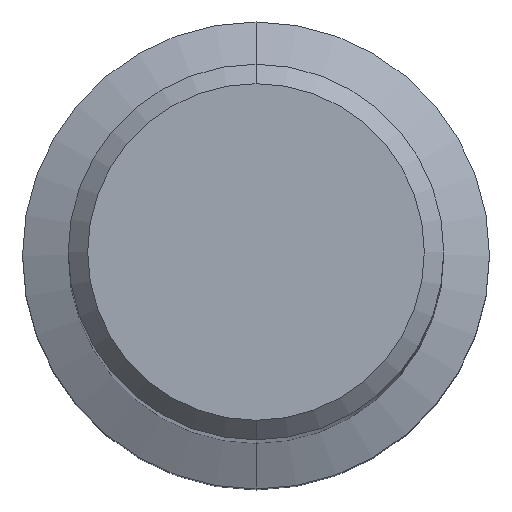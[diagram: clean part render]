
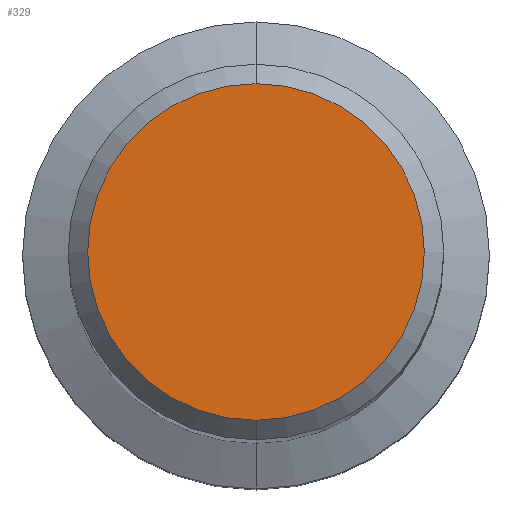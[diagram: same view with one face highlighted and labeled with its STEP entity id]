
A CAD part, top view. The second image highlights one B-rep face of the part: STEP entity #329.
In plain terms, the highlighted planar face has unit normal (0, 0, 1).
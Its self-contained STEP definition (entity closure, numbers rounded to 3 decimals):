
#249=EDGE_CURVE('',#351,#431,#609,.T.);
#271=EDGE_CURVE('',#431,#351,#633,.T.);
#329=ADVANCED_FACE('',(#697),#698,.T.);
#351=VERTEX_POINT('',#722);
#431=VERTEX_POINT('',#813);
#609=CIRCLE('',#1063,8.65);
#633=CIRCLE('',#1101,8.65);
#697=FACE_OUTER_BOUND('',#1189,.T.);
#698=PLANE('',#1190);
#722=CARTESIAN_POINT('',(0.,-8.65,0.0));
#813=CARTESIAN_POINT('',(0.0,8.65,0.0));
#1063=AXIS2_PLACEMENT_3D('',#1767,#1768,#1769);
#1101=AXIS2_PLACEMENT_3D('',#1794,#1795,#1796);
#1189=EDGE_LOOP('',(#1856,#1857));
#1190=AXIS2_PLACEMENT_3D('',#1858,#1859,#1860);
#1767=CARTESIAN_POINT('',(0.0,0.0,0.0));
#1768=DIRECTION('',(0.0,0.0,-1.0));
#1769=DIRECTION('',(0.0,1.0,0.0));
#1794=CARTESIAN_POINT('',(0.0,0.0,0.0));
#1795=DIRECTION('',(0.0,0.0,-1.0));
#1796=DIRECTION('',(0.0,1.0,0.0));
#1856=ORIENTED_EDGE('',*,*,#271,.F.);
#1857=ORIENTED_EDGE('',*,*,#249,.F.);
#1858=CARTESIAN_POINT('',(0.0,4.325,0.0));
#1859=DIRECTION('',(-0.0,0.0,1.0));
#1860=DIRECTION('',(0.0,-1.0,0.0));
